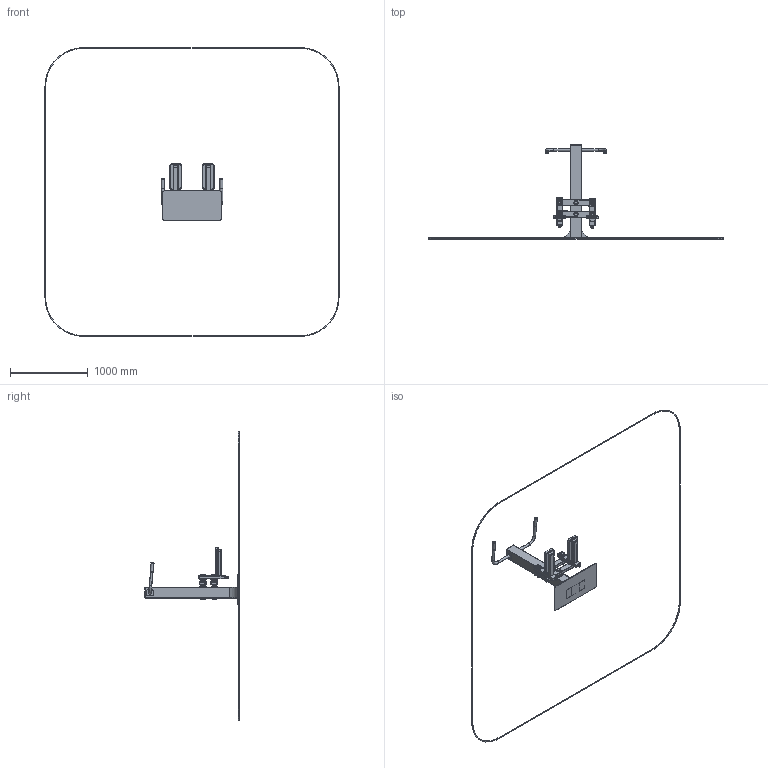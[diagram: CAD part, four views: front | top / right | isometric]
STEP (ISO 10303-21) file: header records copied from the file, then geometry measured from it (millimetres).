
FILE_DESCRIPTION(('STEP AP214'), '1');
FILE_NAME('óëè÷íûé òðåíàæåð_Ñòåï', '', ('UNSPECIFIED'), ('UNSPECIFIED'), 'C3D Converter', 'C3D Toolkit', '');
FILE_SCHEMA(('AUTOMOTIVE_DESIGN { 1 0 10303 214 3 1 1}'));
Length unit declared in the file: millimetre
Products named in the file (47): УТ-10.00.02.04; УТ-18.00.01.04; УТ-18.01.00.00; УТ-18.01.01.00; УТ-18.01.01.01; УТ-18.01.01.02; УТ-18.02.00.00; УТ-18.02.01.00; УТ-10.1Н.00.01.00; УТ-10.1Н.00.01.02; УТ-10.1Н.00.01.01; В-14; УТ-18Н.1.14.03.01.00; УТ-18Н.1.14.03.01.01; В-15; 1т-17; УТ-18Н.1.14.04.01.00; УТ-18Н.1.14.04.01.03; УТ-07.01.01.02; В-16; УТ-02.1.14.00.00.01; ФК-03.03
Assembly tree (81 placements, depth 4):
  (unnamed)
    (unnamed)
      УТ-10.00.02.04
      УТ-18.00.01.04
      (unnamed)
      (unnamed)  x4
      (unnamed)  x2
    УТ-18.01.00.00
      УТ-18.01.01.00
        УТ-18.01.01.01
        УТ-18.01.01.02
      (unnamed)
    УТ-18.02.00.00
      (unnamed)
      УТ-18.02.01.00
        УТ-18.01.01.01
        УТ-18.01.01.02
    УТ-10.1Н.00.01.00  x2
      УТ-10.1Н.00.01.02
      УТ-10.1Н.00.01.01
    (unnamed)  x2
      УТ-10.1Н.00.01.02
      (unnamed)
    В-14  x2
    (unnamed)
    (unnamed)  x2
      УТ-18Н.1.14.03.01.00
        УТ-18Н.1.14.03.01.01
        В-15  x3
      (unnamed)
    1т-17  x2
      УТ-18Н.1.14.04.01.00
        (unnamed)
        (unnamed)
        УТ-18Н.1.14.04.01.03
        УТ-07.01.01.02
      (unnamed)
      (unnamed)
      УТ-10.1Н.00.01.00
        УТ-10.1Н.00.01.02
        УТ-10.1Н.00.01.01
      (unnamed)
        УТ-10.1Н.00.01.02
        (unnamed)
      В-16
      (unnamed)
      УТ-02.1.14.00.00.01
    (unnamed)
      (unnamed)
        ФК-03.03  x6
        (unnamed)  x2
        (unnamed)  x3
      (unnamed)  x6
        (unnamed)
        (unnamed)
        (unnamed)
    (unnamed)  x2
Bounding box: 3796 x 1214 x 3728 mm (x, y, z)
Volume: 12875257.1 mm3; surface area: 5201253 mm2
Topology: 77 solids, 83 shells, 1316 faces, 2728 edges, 1698 vertices
Faces by surface type: plane 580, cylinder 454, torus 166, cone 104, bspline 12
Full cylindrical faces by diameter (mm): 5 x2, 6.5 x2, 8 x6, 10 x6, 15 x4, 28.4 x4, 30 x12, 32 x6, 34 x6, 35 x2, 36 x6, 40 x10, 43 x12, 46 x12, 47 x2, 48 x12, 49 x12, 53 x24, 55 x12, 56 x18, 58 x12, 59 x12, 63 x12
Entity records: 20058 total; most frequent: CARTESIAN_POINT 3375, DIRECTION 2241, ORIENTED_EDGE 1722, AXIS2_PLACEMENT_3D 876, EDGE_CURVE 861, VERTEX_POINT 604, EDGE_LOOP 589, LINE 489
